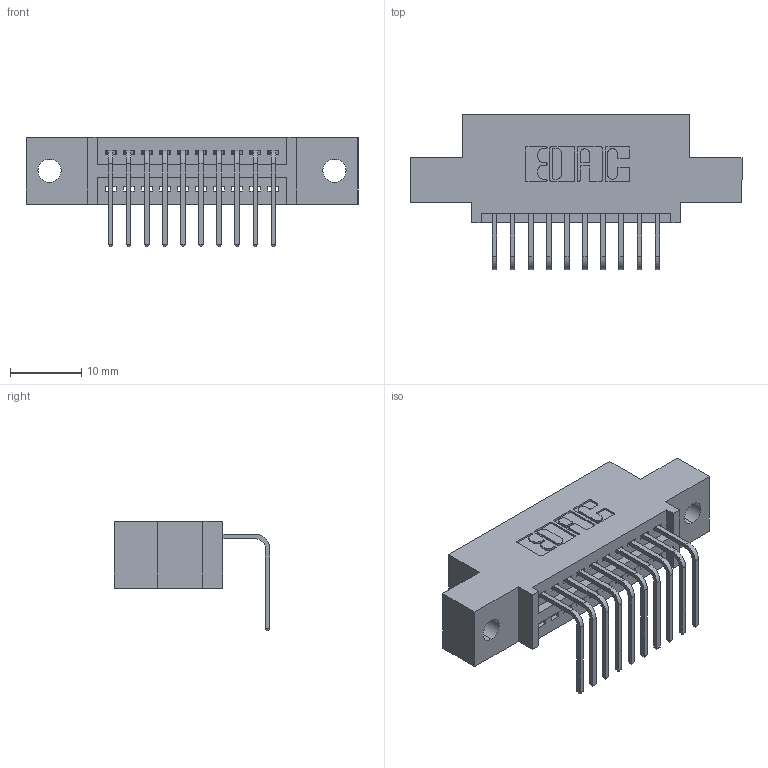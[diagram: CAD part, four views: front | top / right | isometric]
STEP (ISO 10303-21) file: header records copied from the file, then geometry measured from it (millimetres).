
FILE_DESCRIPTION (( 'STEP AP203' ), '1' );
FILE_NAME ('345-010-558-402.STEP', '2018-08-17T21:50:35', ( '' ), ( '' ), 'SwSTEP 2.0', 'SolidWorks 2016', '' );
FILE_SCHEMA (( 'CONFIG_CONTROL_DESIGN' ));
Length unit declared in the file: inch
Products named in the file (3): 345-010-558-402; 345 Part_0.110 Offset - 0.128 Dia; 345-292-001_558 Tail - 2
Assembly tree (11 placements, depth 2):
  345-010-558-402
    345 Part_0.110 Offset - 0.128 Dia
    345-292-001_558 Tail - 2  x10
Bounding box: 46.61 x 21.83 x 15.37 mm (x, y, z)
Volume: 4088.1 mm3; surface area: 5004 mm2
Topology: 11 solids, 11 shells, 730 faces, 2173 edges, 1434 vertices
Faces by surface type: plane 504, cylinder 226
Entity records: 12053 total; most frequent: CARTESIAN_POINT 2098, ORIENTED_EDGE 2042, DIRECTION 1877, EDGE_CURVE 1021, VECTOR 849, LINE 849, VERTEX_POINT 678, AXIS2_PLACEMENT_3D 514
